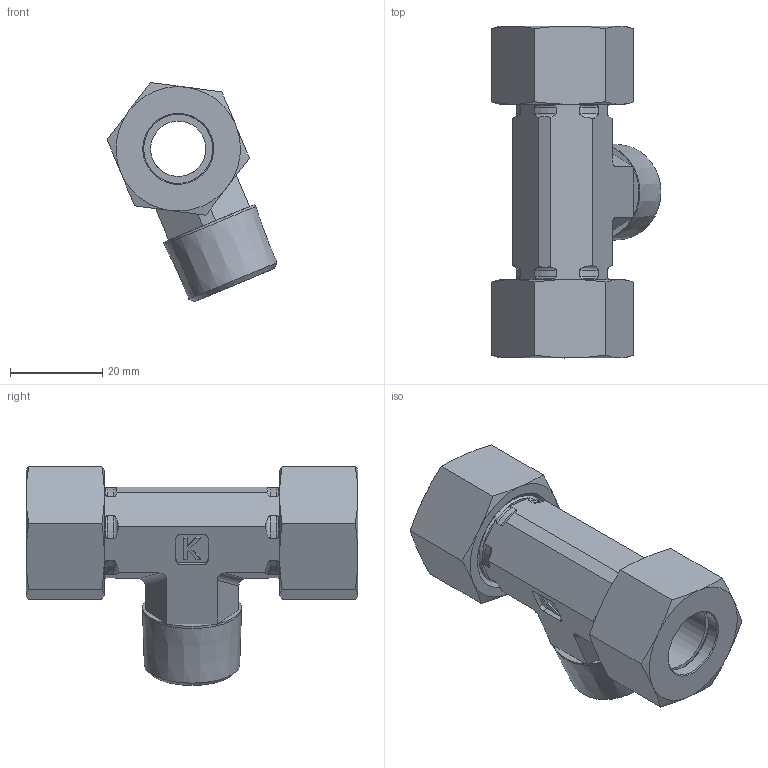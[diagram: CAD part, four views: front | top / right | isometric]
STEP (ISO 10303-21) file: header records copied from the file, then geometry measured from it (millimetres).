
FILE_DESCRIPTION((''),'2;1');
FILE_NAME('29002154822.stp','2014-08-21T15:24:47',(''),('KNOMI spol. s r. o.'),'Autodesk Inventor 2012','Autodesk Inventor 2012','');
FILE_SCHEMA(('AUTOMOTIVE_DESIGN { 1 2 10303 214 0 1 1 1 }'));
Length unit declared in the file: millimetre
Products named in the file (4): THCR2K 15LRkuž R1/2/M22; 28002154822; 3911522; 40115
Assembly tree (5 placements, depth 2):
  THCR2K 15LRkuž R1/2/M22
    28002154822
    3911522  x2
    40115  x2
Bounding box: 36.89 x 72 x 47.53 mm (x, y, z)
Volume: 29372.5 mm3; surface area: 17854.4 mm2
Topology: 5 solids, 5 shells, 200 faces, 518 edges, 337 vertices
Faces by surface type: plane 88, cone 47, cylinder 39, torus 26
Full cylindrical faces by diameter (mm): 11 x1, 12 x1, 15 x6, 17.3 x2, 20 x2, 20.376 x2, 21.518 x1, 22 x2
Entity records: 5510 total; most frequent: CARTESIAN_POINT 1395, ORIENTED_EDGE 788, DIRECTION 781, EDGE_CURVE 394, AXIS2_PLACEMENT_3D 309, VERTEX_POINT 268, EDGE_LOOP 206, STYLED_ITEM 173
